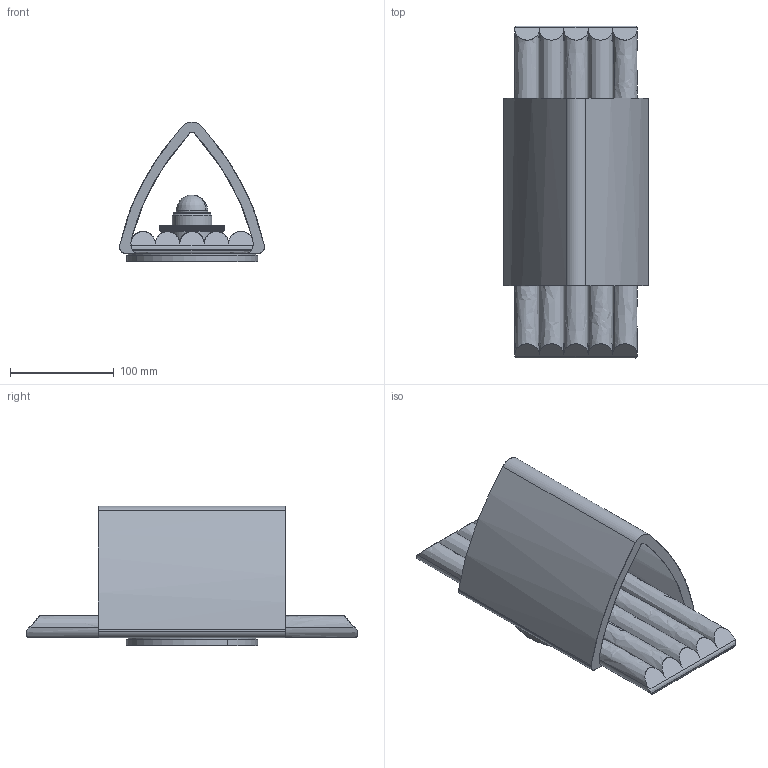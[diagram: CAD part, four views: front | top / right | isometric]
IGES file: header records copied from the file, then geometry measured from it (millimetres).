
Start section: SolidWorks IGES file using analytic representation for surfaces
Global section: file name: NADRS - Nader Sconce Assembly.IGS; native system: SolidWorks 2022; preprocessor: SolidWorks 2022; author: Alex Harrington; date: 241217.143037; units: millimetre
Bounding box: 140 x 320.68 x 134.94 mm (x, y, z)
Surface area: 251219.2 mm2 (no closed solid volume)
Topology: 0 solids, 0 shells, 4573 faces, 22351 edges, 22330 vertices
Faces by surface type: bspline 3879, revolution 694
